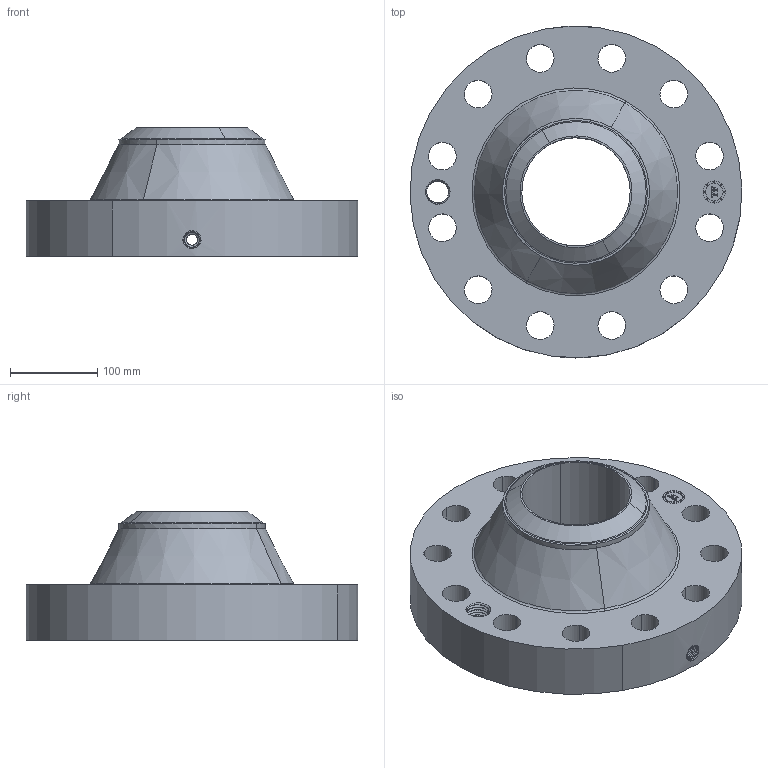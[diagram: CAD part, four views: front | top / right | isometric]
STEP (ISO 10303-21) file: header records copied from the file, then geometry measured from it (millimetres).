
FILE_DESCRIPTION(('3D STEP'),'2;1');
FILE_NAME('6-900-RTJ-WELD-NECK-XXH-ORIF-FLANGE.stp','2013-11-03T01:12:03+00:00',('Texas Flange'),(''),'CATIA Version 5 Release 20 SP 6 (IN-10)','CATIA V5 STEP AP214','800-826-3801');
FILE_SCHEMA(('AUTOMOTIVE_DESIGN { 1 0 10303 214 1 1 1 1 }'));
Length unit declared in the file: inch
Products named in the file (1): 6-900-RTJ-WELD-NECK-XXH-ORIF-FLANGE
Bounding box: 380.89 x 381 x 147.62 mm (x, y, z)
Volume: 7169942.6 mm3; surface area: 450028.2 mm2
Topology: 1 solids, 1 shells, 805 faces, 2179 edges, 1396 vertices
Faces by surface type: plane 370, bspline 263, cylinder 105, cone 55, torus 8, revolution 4
Entity records: 33758 total; most frequent: CARTESIAN_POINT 13918, ORIENTED_EDGE 4358, EDGE_CURVE 2179, DIRECTION 2137, VERTEX_POINT 1396, VECTOR 1199, LINE 1199, EDGE_LOOP 857
